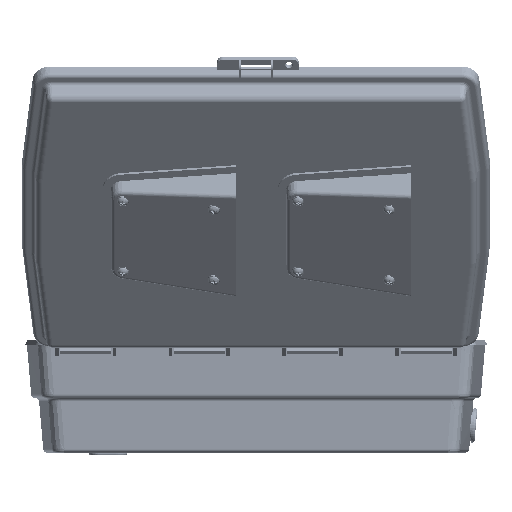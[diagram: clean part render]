
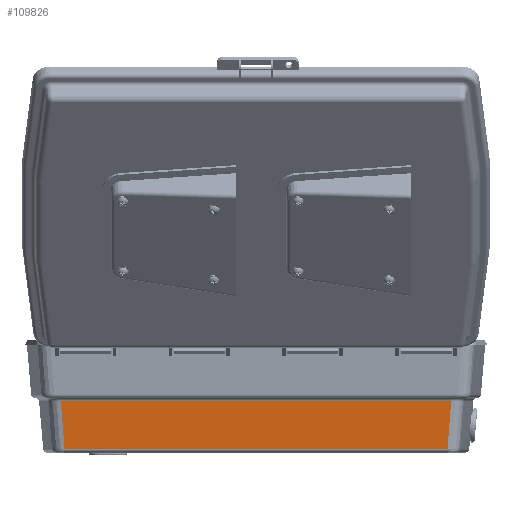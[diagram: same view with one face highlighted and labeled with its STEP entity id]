
A CAD part, left-side view. The second image highlights one B-rep face of the part: STEP entity #109826.
In plain terms, the highlighted face is planar.
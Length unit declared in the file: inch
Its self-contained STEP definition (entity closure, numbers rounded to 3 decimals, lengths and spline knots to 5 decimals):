
#1708 = CARTESIAN_POINT ( 'NONE',  ( 4.94094, 6.02214, -1.5851 ) ) ;
#9184 = VERTEX_POINT ( 'NONE', #40965 ) ;
#11591 = CARTESIAN_POINT ( 'NONE',  ( 4.83398, 5.92902, -0.36246 ) ) ;
#12170 = CARTESIAN_POINT ( 'NONE',  ( 4.87854, 5.96784, -0.87176 ) ) ;
#12963 = DIRECTION ( 'NONE',  ( 0., -1., 0. ) ) ;
#18279 = LINE ( 'NONE', #25277, #169650 ) ;
#25066 = CARTESIAN_POINT ( 'NONE',  ( 4.89934, 5.98596, -1.10954 ) ) ;
#25277 = CARTESIAN_POINT ( 'NONE',  ( 4.8117, 6.2418, -0.10782 ) ) ;
#29841 = CARTESIAN_POINT ( 'NONE',  ( 4.89934, -5.98596, -1.10954 ) ) ;
#30304 = VERTEX_POINT ( 'NONE', #1708 ) ;
#31563 = CARTESIAN_POINT ( 'NONE',  ( 4.85626, -5.94844, -0.61711 ) ) ;
#34940 = EDGE_CURVE ( 'NONE', #95637, #84984, #18279, .T. ) ;
#36085 = EDGE_CURVE ( 'NONE', #9184, #30304, #117606, .T. ) ;
#36237 = ORIENTED_EDGE ( 'NONE', *, *, #36085, .T. ) ;
#36752 = ORIENTED_EDGE ( 'NONE', *, *, #173852, .T. ) ;
#40965 = CARTESIAN_POINT ( 'NONE',  ( 4.94094, -6.02214, -1.5851 ) ) ;
#42599 = ORIENTED_EDGE ( 'NONE', *, *, #112549, .T. ) ;
#53222 = FACE_OUTER_BOUND ( 'NONE', #93787, .T. ) ;
#56800 = CARTESIAN_POINT ( 'NONE',  ( 4.94094, -6.02214, -1.5851 ) ) ;
#73821 = CARTESIAN_POINT ( 'NONE',  ( 4.8117, 5.90959, -0.10782 ) ) ;
#77555 = VECTOR ( 'NONE', #93648, 39.37008 ) ;
#79737 = CARTESIAN_POINT ( 'NONE',  ( 4.8117, -5.90959, -0.10782 ) ) ;
#80319 = CARTESIAN_POINT ( 'NONE',  ( 4.83398, -5.92902, -0.36246 ) ) ;
#84984 = VERTEX_POINT ( 'NONE', #79737 ) ;
#90357 = B_SPLINE_CURVE_WITH_KNOTS ( 'NONE', 3,
 ( #118493, #116209, #25066, #12170, #106223, #11591, #147932 ),
 .UNSPECIFIED., .F., .F.,
 ( 4, 3, 4 ),
 ( 0.00276, 0.021, 0.04053 ),
 .UNSPECIFIED. ) ;
#93648 = DIRECTION ( 'NONE',  ( 0., 1., 0. ) ) ;
#93787 = EDGE_LOOP ( 'NONE', ( #42599, #36237, #36752, #158239 ) ) ;
#95637 = VERTEX_POINT ( 'NONE', #73821 ) ;
#106223 = CARTESIAN_POINT ( 'NONE',  ( 4.85626, 5.94844, -0.61711 ) ) ;
#109826 = ADVANCED_FACE ( 'NONE', ( #53222 ), #157970, .T. ) ;
#111509 = CARTESIAN_POINT ( 'NONE',  ( 4.92014, -6.00406, -1.34732 ) ) ;
#112549 = EDGE_CURVE ( 'NONE', #84984, #9184, #173040, .T. ) ;
#116209 = CARTESIAN_POINT ( 'NONE',  ( 4.92014, 6.00406, -1.34732 ) ) ;
#117606 = LINE ( 'NONE', #158293, #77555 ) ;
#118493 = CARTESIAN_POINT ( 'NONE',  ( 4.94094, 6.02214, -1.5851 ) ) ;
#119172 = DIRECTION ( 'NONE',  ( 0.996, 0., 0.087 ) ) ;
#130883 = DIRECTION ( 'NONE',  ( 0.087, 0., -0.996 ) ) ;
#134436 = CARTESIAN_POINT ( 'NONE',  ( 4.8117, -5.90959, -0.10782 ) ) ;
#137347 = CARTESIAN_POINT ( 'NONE',  ( 4.87854, -5.96784, -0.87176 ) ) ;
#145134 = CARTESIAN_POINT ( 'NONE',  ( 4.80227, 6.2418, 0. ) ) ;
#147932 = CARTESIAN_POINT ( 'NONE',  ( 4.8117, 5.90959, -0.10782 ) ) ;
#157970 = PLANE ( 'NONE',  #171482 ) ;
#158239 = ORIENTED_EDGE ( 'NONE', *, *, #34940, .T. ) ;
#158293 = CARTESIAN_POINT ( 'NONE',  ( 4.94094, 6.2418, -1.5851 ) ) ;
#169650 = VECTOR ( 'NONE', #12963, 39.37008 ) ;
#171482 = AXIS2_PLACEMENT_3D ( 'NONE', #145134, #119172, #130883 ) ;
#173040 = B_SPLINE_CURVE_WITH_KNOTS ( 'NONE', 3,
 ( #134436, #80319, #31563, #137347, #29841, #111509, #56800 ),
 .UNSPECIFIED., .F., .F.,
 ( 4, 3, 4 ),
 ( 0.00276, 0.02229, 0.04053 ),
 .UNSPECIFIED. ) ;
#173852 = EDGE_CURVE ( 'NONE', #30304, #95637, #90357, .T. ) ;
